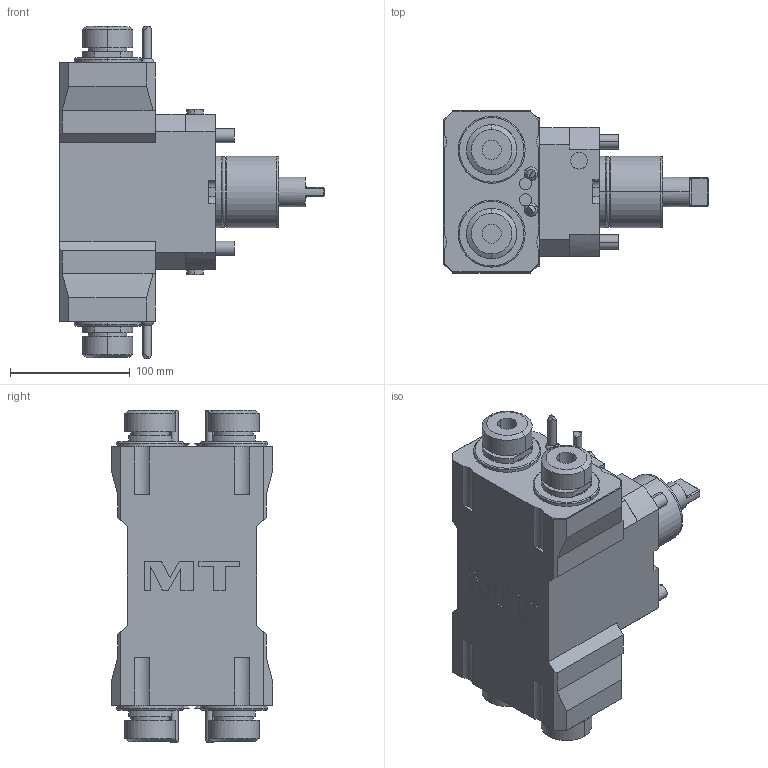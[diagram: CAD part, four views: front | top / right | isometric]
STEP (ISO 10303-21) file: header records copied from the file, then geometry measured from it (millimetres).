
FILE_DESCRIPTION((''),'2;1');
FILE_NAME('MNL1240225_CONF','2023-02-16T10:44:21',('sterribile'),('M.T. srl'),'CREO PARAMETRIC BY PTC INC, 2021072','CREO PARAMETRIC BY PTC INC, 2021072','');
FILE_SCHEMA(('CONFIG_CONTROL_DESIGN'));
Length unit declared in the file: millimetre
Products named in the file (1): MNL1240225_CONF
Bounding box: 221 x 135 x 277.39 mm (x, y, z)
Volume: 3075502.4 mm3; surface area: 180434.9 mm2
Topology: 1 solids, 1 shells, 412 faces, 984 edges, 628 vertices
Faces by surface type: plane 220, cylinder 132, cone 28, torus 22, sphere 8, extrusion 2
Entity records: 12338 total; most frequent: CARTESIAN_POINT 2484, DIRECTION 2135, ORIENTED_EDGE 1968, EDGE_CURVE 984, AXIS2_PLACEMENT_3D 784, VERTEX_POINT 628, VECTOR 567, LINE 565
